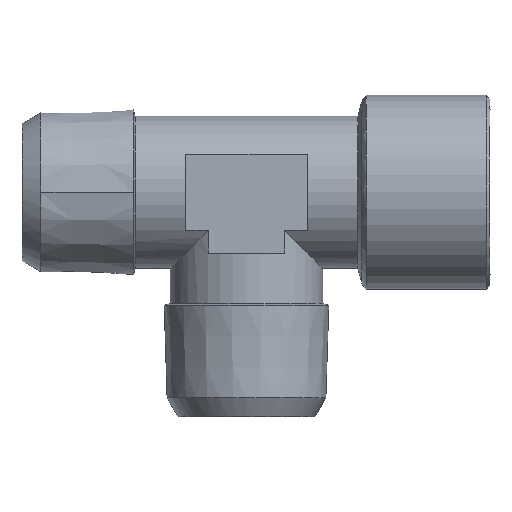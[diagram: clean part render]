
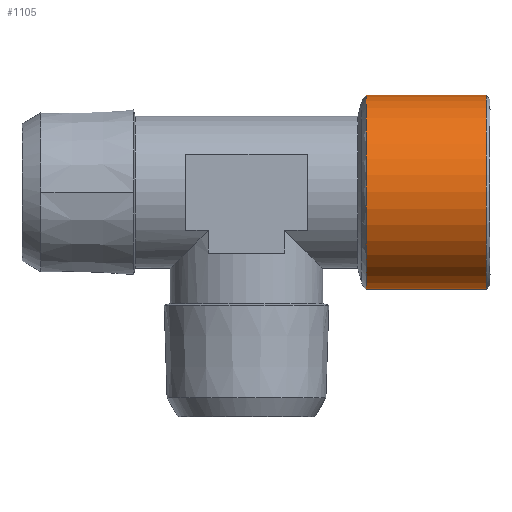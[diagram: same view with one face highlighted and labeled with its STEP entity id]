
A CAD part, front view. The second image highlights one B-rep face of the part: STEP entity #1105.
In plain terms, the highlighted cylindrical face has radius 12.75 mm (diameter 25.5 mm), a partial arc.
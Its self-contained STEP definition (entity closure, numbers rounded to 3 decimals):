
#122 = FACE_OUTER_BOUND ( 'NONE', #2308, .T. ) ;
#129 = EDGE_CURVE ( 'NONE', #2027, #2457, #1857, .T. ) ;
#143 = CARTESIAN_POINT ( 'NONE',  ( -38.021, -147.362, -5.104 ) ) ;
#273 = CARTESIAN_POINT ( 'NONE',  ( -22.233, -147.362, -30.604 ) ) ;
#319 = DIRECTION ( 'NONE',  ( 1., 0., 0. ) ) ;
#469 = VECTOR ( 'NONE', #2212, 1000. ) ;
#477 = CARTESIAN_POINT ( 'NONE',  ( -22.233, -147.362, -17.854 ) ) ;
#549 = VERTEX_POINT ( 'NONE', #1729 ) ;
#550 = EDGE_CURVE ( 'NONE', #549, #2614, #2334, .T. ) ;
#625 = CIRCLE ( 'NONE', #1505, 12.75 ) ;
#677 = DIRECTION ( 'NONE',  ( -1., 0., 0. ) ) ;
#927 = DIRECTION ( 'NONE',  ( 1., 0., 0. ) ) ;
#1105 = ADVANCED_FACE ( 'NONE', ( #122 ), #1427, .T. ) ;
#1163 = CARTESIAN_POINT ( 'NONE',  ( -38.021, -147.362, -17.854 ) ) ;
#1427 = CYLINDRICAL_SURFACE ( 'NONE', #2352, 12.75 ) ;
#1505 = AXIS2_PLACEMENT_3D ( 'NONE', #477, #927, #1924 ) ;
#1511 = DIRECTION ( 'NONE',  ( -1., 0., 0. ) ) ;
#1520 = CARTESIAN_POINT ( 'NONE',  ( -38.021, -147.362, -30.604 ) ) ;
#1581 = DIRECTION ( 'NONE',  ( 0., 0., 1. ) ) ;
#1689 = VECTOR ( 'NONE', #677, 1000. ) ;
#1729 = CARTESIAN_POINT ( 'NONE',  ( -22.233, -147.362, -30.604 ) ) ;
#1736 = CARTESIAN_POINT ( 'NONE',  ( -22.233, -147.362, -17.854 ) ) ;
#1782 = CARTESIAN_POINT ( 'NONE',  ( -22.233, -147.362, -5.104 ) ) ;
#1788 = DIRECTION ( 'NONE',  ( 0., 0., 1. ) ) ;
#1857 = LINE ( 'NONE', #1782, #469 ) ;
#1865 = ORIENTED_EDGE ( 'NONE', *, *, #2500, .F. ) ;
#1924 = DIRECTION ( 'NONE',  ( 0., 0., 1. ) ) ;
#1925 = EDGE_CURVE ( 'NONE', #2457, #2614, #2616, .T. ) ;
#2027 = VERTEX_POINT ( 'NONE', #2324 ) ;
#2135 = ORIENTED_EDGE ( 'NONE', *, *, #129, .T. ) ;
#2212 = DIRECTION ( 'NONE',  ( -1., 0., 0. ) ) ;
#2308 = EDGE_LOOP ( 'NONE', ( #2634, #1865, #2135, #2310 ) ) ;
#2310 = ORIENTED_EDGE ( 'NONE', *, *, #1925, .T. ) ;
#2324 = CARTESIAN_POINT ( 'NONE',  ( -22.233, -147.362, -5.104 ) ) ;
#2334 = LINE ( 'NONE', #273, #1689 ) ;
#2352 = AXIS2_PLACEMENT_3D ( 'NONE', #1736, #1511, #1581 ) ;
#2457 = VERTEX_POINT ( 'NONE', #143 ) ;
#2500 = EDGE_CURVE ( 'NONE', #2027, #549, #625, .T. ) ;
#2519 = AXIS2_PLACEMENT_3D ( 'NONE', #1163, #319, #1788 ) ;
#2614 = VERTEX_POINT ( 'NONE', #1520 ) ;
#2616 = CIRCLE ( 'NONE', #2519, 12.75 ) ;
#2634 = ORIENTED_EDGE ( 'NONE', *, *, #550, .F. ) ;
